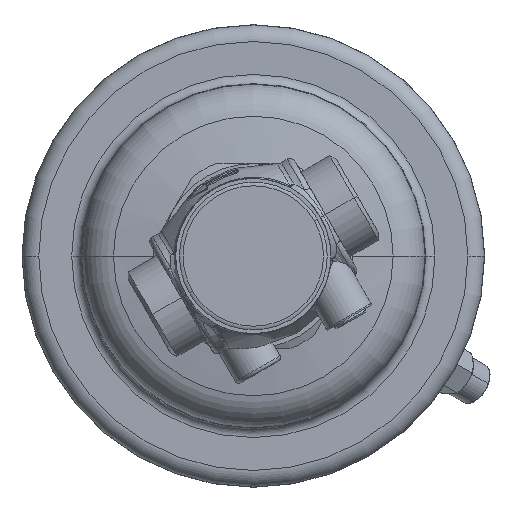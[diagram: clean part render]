
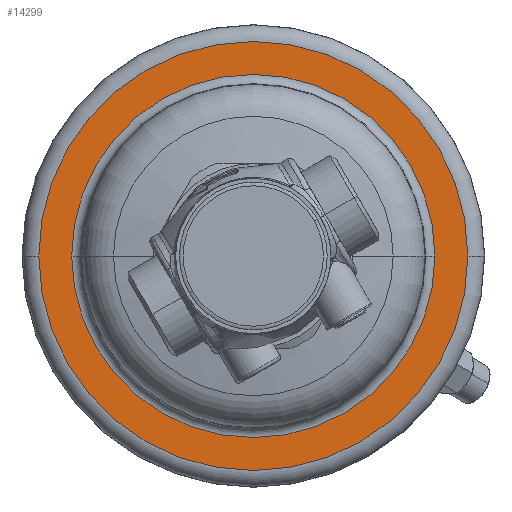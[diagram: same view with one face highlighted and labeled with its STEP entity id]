
A CAD part, left-side view. The second image highlights one B-rep face of the part: STEP entity #14299.
In plain terms, the highlighted planar face has unit normal (-1, 0, 0).
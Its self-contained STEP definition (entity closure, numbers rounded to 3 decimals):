
#9482=CARTESIAN_POINT('',(23.5,0.,0.));
#9483=DIRECTION('',(1.,0.,0.));
#9484=DIRECTION('',(0.,1.,0.));
#9485=AXIS2_PLACEMENT_3D('',#9482,#9483,#9484);
#9487=CARTESIAN_POINT('',(23.5,0.,0.));
#9488=DIRECTION('',(-1.,0.,0.));
#9489=DIRECTION('',(0.,1.,0.));
#9490=AXIS2_PLACEMENT_3D('',#9487,#9488,#9489);
#9502=CARTESIAN_POINT('',(23.5,0.,0.));
#9503=DIRECTION('',(-1.,0.,0.));
#9504=DIRECTION('',(0.,1.,0.));
#9505=AXIS2_PLACEMENT_3D('',#9502,#9503,#9504);
#9507=CARTESIAN_POINT('',(23.5,0.,0.));
#9508=DIRECTION('',(1.,0.,0.));
#9509=DIRECTION('',(0.,1.,0.));
#9510=AXIS2_PLACEMENT_3D('',#9507,#9508,#9509);
#12763=CARTESIAN_POINT('',(23.5,58.05,0.));
#12765=VERTEX_POINT('',#12763);
#12766=CARTESIAN_POINT('',(23.5,49.137,0.));
#12768=VERTEX_POINT('',#12766);
#12795=CARTESIAN_POINT('',(23.5,-58.05,0.));
#12797=VERTEX_POINT('',#12795);
#12798=CARTESIAN_POINT('',(23.5,-49.137,0.));
#12800=VERTEX_POINT('',#12798);
#14284=CARTESIAN_POINT('',(23.5,0.,0.));
#14285=DIRECTION('',(1.,0.,0.));
#14286=DIRECTION('',(0.,-1.,0.));
#14287=AXIS2_PLACEMENT_3D('',#14284,#14285,#14286);
#14288=PLANE('',#14287);
#14289=ORIENTED_EDGE('',*,*,#14266,.T.);
#14290=ORIENTED_EDGE('',*,*,#14277,.F.);
#14291=EDGE_LOOP('',(#14289,#14290));
#14292=FACE_OUTER_BOUND('',#14291,.F.);
#14294=ORIENTED_EDGE('',*,*,#14293,.T.);
#14296=ORIENTED_EDGE('',*,*,#14295,.F.);
#14297=EDGE_LOOP('',(#14294,#14296));
#14298=FACE_BOUND('',#14297,.F.);
#9486=CIRCLE('',#9485,58.05);
#9491=CIRCLE('',#9490,58.05);
#9506=CIRCLE('',#9505,49.137);
#9511=CIRCLE('',#9510,49.137);
#14266=EDGE_CURVE('',#12765,#12797,#9486,.T.);
#14277=EDGE_CURVE('',#12765,#12797,#9491,.T.);
#14293=EDGE_CURVE('',#12768,#12800,#9506,.T.);
#14295=EDGE_CURVE('',#12768,#12800,#9511,.T.);
#14299=ADVANCED_FACE('',(#14292,#14298),#14288,.F.);
